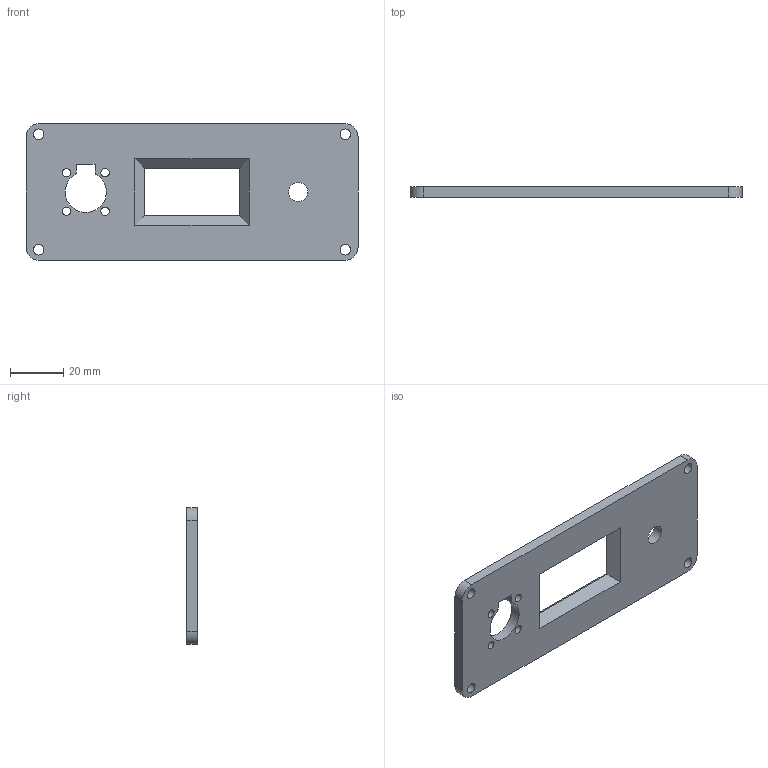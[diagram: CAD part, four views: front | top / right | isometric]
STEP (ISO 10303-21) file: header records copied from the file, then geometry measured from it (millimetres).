
FILE_DESCRIPTION(('FreeCAD Model'),'2;1');
FILE_NAME('Open CASCADE Shape Model','2022-05-02T23:16:02',(''),(''), 'Open CASCADE STEP processor 7.5','FreeCAD','Unknown');
FILE_SCHEMA(('AUTOMOTIVE_DESIGN { 1 0 10303 214 1 1 1 1 }'));
Length unit declared in the file: millimetre
Products named in the file (1): Front_Panel
Bounding box: 125 x 4 x 51.5 mm (x, y, z)
Volume: 21021.1 mm3; surface area: 13152.3 mm2
Topology: 1 solids, 1 shells, 33 faces, 89 edges, 58 vertices
Faces by surface type: plane 17, cylinder 16
Full cylindrical faces by diameter (mm): 3.2 x4, 4 x4, 7.2 x1
Entity records: 1109 total; most frequent: DIRECTION 189, CARTESIAN_POINT 181, ORIENTED_EDGE 178, EDGE_CURVE 89, AXIS2_PLACEMENT_3D 66, VERTEX_POINT 58, LINE 57, VECTOR 57
